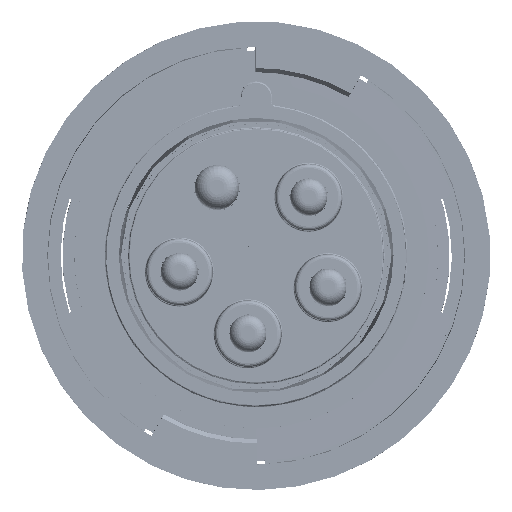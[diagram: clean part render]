
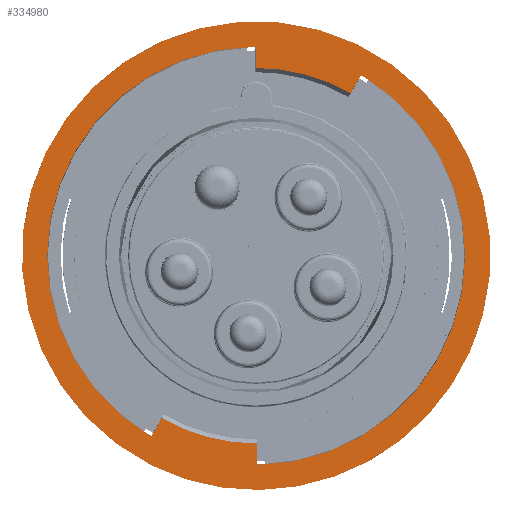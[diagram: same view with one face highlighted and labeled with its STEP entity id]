
A CAD part, top view. The second image highlights one B-rep face of the part: STEP entity #334980.
In plain terms, the highlighted planar face has unit normal (0, 0, 1).
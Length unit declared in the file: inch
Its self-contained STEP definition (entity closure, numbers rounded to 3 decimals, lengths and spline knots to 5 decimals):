
#2132 = DIRECTION ( 'NONE',  ( 0., 0., -1. ) ) ;
#11420 = CARTESIAN_POINT ( 'NONE',  ( 0.00674, -2.22503, -0.31243 ) ) ;
#12055 = CIRCLE ( 'NONE', #683960, 2.49531 ) ;
#16518 = DIRECTION ( 'NONE',  ( 0., -1., 0. ) ) ;
#22832 = ORIENTED_EDGE ( 'NONE', *, *, #390283, .T. ) ;
#23706 = CARTESIAN_POINT ( 'NONE',  ( -1.11748, -1.92407, -0.31243 ) ) ;
#33566 = CARTESIAN_POINT ( 'NONE',  ( 1.11748, 1.92407, -0.31243 ) ) ;
#40994 = CARTESIAN_POINT ( 'NONE',  ( -0.92575, -1.59199, -0.31243 ) ) ;
#51919 = VECTOR ( 'NONE', #242792, 39.37008 ) ;
#56997 = CIRCLE ( 'NONE', #448553, 2.22504 ) ;
#72245 = CARTESIAN_POINT ( 'NONE',  ( 0., 0., -0.31243 ) ) ;
#75639 = VERTEX_POINT ( 'NONE', #532750 ) ;
#75858 = VERTEX_POINT ( 'NONE', #359082 ) ;
#75967 = DIRECTION ( 'NONE',  ( 0.966, -0.259, 0. ) ) ;
#82968 = EDGE_CURVE ( 'NONE', #364471, #349241, #671748, .T. ) ;
#90117 = LINE ( 'NONE', #40994, #624108 ) ;
#90706 = ORIENTED_EDGE ( 'NONE', *, *, #424287, .F. ) ;
#92858 = DIRECTION ( 'NONE',  ( 0.259, 0.966, 0. ) ) ;
#112018 = AXIS2_PLACEMENT_3D ( 'NONE', #470636, #243310, #141651 ) ;
#114926 = ORIENTED_EDGE ( 'NONE', *, *, #499285, .F. ) ;
#141104 = CARTESIAN_POINT ( 'NONE',  ( 0.00674, -3.18971, -0.31243 ) ) ;
#141651 = DIRECTION ( 'NONE',  ( 0.966, -0.259, 0. ) ) ;
#150967 = EDGE_CURVE ( 'NONE', #637029, #75858, #90117, .T. ) ;
#164039 = ORIENTED_EDGE ( 'NONE', *, *, #239022, .T. ) ;
#166824 = DIRECTION ( 'NONE',  ( 0., 0., -1. ) ) ;
#172132 = VERTEX_POINT ( 'NONE', #629428 ) ;
#172419 = VERTEX_POINT ( 'NONE', #582025 ) ;
#187589 = ORIENTED_EDGE ( 'NONE', *, *, #82968, .F. ) ;
#195822 = LINE ( 'NONE', #402686, #293291 ) ;
#225389 = EDGE_CURVE ( 'NONE', #617809, #637029, #56997, .T. ) ;
#239022 = EDGE_CURVE ( 'NONE', #172419, #75858, #293376, .T. ) ;
#242792 = DIRECTION ( 'NONE',  ( 0., 1., 0. ) ) ;
#243310 = DIRECTION ( 'NONE',  ( 0., 0., 1. ) ) ;
#260909 = FACE_OUTER_BOUND ( 'NONE', #391732, .T. ) ;
#262148 = VERTEX_POINT ( 'NONE', #682722 ) ;
#282911 = LINE ( 'NONE', #496505, #346406 ) ;
#290144 = ORIENTED_EDGE ( 'NONE', *, *, #660567, .T. ) ;
#293291 = VECTOR ( 'NONE', #409550, 39.37008 ) ;
#293376 = CIRCLE ( 'NONE', #528235, 1.99882 ) ;
#303084 = CIRCLE ( 'NONE', #392643, 1.99882 ) ;
#324609 = CARTESIAN_POINT ( 'NONE',  ( 0., 0., -0.31243 ) ) ;
#334320 = EDGE_CURVE ( 'NONE', #364471, #172419, #459781, .T. ) ;
#334980 = ADVANCED_FACE ( 'NONE', ( #635633, #260909 ), #583001, .T. ) ;
#342124 = DIRECTION ( 'NONE',  ( 0., 0., 1. ) ) ;
#346406 = VECTOR ( 'NONE', #16518, 39.37008 ) ;
#349241 = VERTEX_POINT ( 'NONE', #33566 ) ;
#349325 = DIRECTION ( 'NONE',  ( 0., 0., -1. ) ) ;
#359082 = CARTESIAN_POINT ( 'NONE',  ( -1.00437, -1.72816, -0.31243 ) ) ;
#364471 = VERTEX_POINT ( 'NONE', #11420 ) ;
#379573 = CARTESIAN_POINT ( 'NONE',  ( -0.00674, 2.22503, -0.31243 ) ) ;
#388925 = EDGE_LOOP ( 'NONE', ( #22832, #290144, #114926, #187589, #509491, #164039, #588041, #467032 ) ) ;
#390283 = EDGE_CURVE ( 'NONE', #617809, #172132, #282911, .T. ) ;
#391732 = EDGE_LOOP ( 'NONE', ( #90706 ) ) ;
#392643 = AXIS2_PLACEMENT_3D ( 'NONE', #555789, #349325, #75967 ) ;
#402686 = CARTESIAN_POINT ( 'NONE',  ( -0.91583, -1.59772, -0.31243 ) ) ;
#408312 = CARTESIAN_POINT ( 'NONE',  ( 1.84158, -3.18971, -0.31243 ) ) ;
#409550 = DIRECTION ( 'NONE',  ( -0.5, -0.866, 0. ) ) ;
#415897 = DIRECTION ( 'NONE',  ( 0.5, 0.866, 0. ) ) ;
#419382 = DIRECTION ( 'NONE',  ( 0.966, -0.259, 0. ) ) ;
#424287 = EDGE_CURVE ( 'NONE', #262148, #262148, #12055, .T. ) ;
#448553 = AXIS2_PLACEMENT_3D ( 'NONE', #72245, #342124, #678106 ) ;
#459781 = LINE ( 'NONE', #141104, #51919 ) ;
#467032 = ORIENTED_EDGE ( 'NONE', *, *, #225389, .F. ) ;
#470636 = CARTESIAN_POINT ( 'NONE',  ( 0., 0., -0.31243 ) ) ;
#496505 = CARTESIAN_POINT ( 'NONE',  ( -0.00674, -3.18971, -0.31243 ) ) ;
#499285 = EDGE_CURVE ( 'NONE', #349241, #75639, #195822, .T. ) ;
#509491 = ORIENTED_EDGE ( 'NONE', *, *, #334320, .T. ) ;
#528235 = AXIS2_PLACEMENT_3D ( 'NONE', #646713, #166824, #597461 ) ;
#532750 = CARTESIAN_POINT ( 'NONE',  ( 1.00437, 1.72816, -0.31243 ) ) ;
#555789 = CARTESIAN_POINT ( 'NONE',  ( 0., 0., -0.31243 ) ) ;
#566942 = AXIS2_PLACEMENT_3D ( 'NONE', #408312, #572668, #92858 ) ;
#572668 = DIRECTION ( 'NONE',  ( 0., 0., 1. ) ) ;
#582025 = CARTESIAN_POINT ( 'NONE',  ( 0.00674, -1.99881, -0.31243 ) ) ;
#583001 = PLANE ( 'NONE',  #566942 ) ;
#588041 = ORIENTED_EDGE ( 'NONE', *, *, #150967, .F. ) ;
#597461 = DIRECTION ( 'NONE',  ( 0.966, -0.259, 0. ) ) ;
#617809 = VERTEX_POINT ( 'NONE', #379573 ) ;
#624108 = VECTOR ( 'NONE', #415897, 39.37008 ) ;
#629428 = CARTESIAN_POINT ( 'NONE',  ( -0.00674, 1.99881, -0.31243 ) ) ;
#635633 = FACE_BOUND ( 'NONE', #388925, .T. ) ;
#637029 = VERTEX_POINT ( 'NONE', #23706 ) ;
#646713 = CARTESIAN_POINT ( 'NONE',  ( 0., 0., -0.31243 ) ) ;
#660567 = EDGE_CURVE ( 'NONE', #172132, #75639, #303084, .T. ) ;
#671748 = CIRCLE ( 'NONE', #112018, 2.22504 ) ;
#678106 = DIRECTION ( 'NONE',  ( 0.966, -0.259, 0. ) ) ;
#682722 = CARTESIAN_POINT ( 'NONE',  ( 2.41029, -0.64583, -0.31243 ) ) ;
#683960 = AXIS2_PLACEMENT_3D ( 'NONE', #324609, #2132, #419382 ) ;
